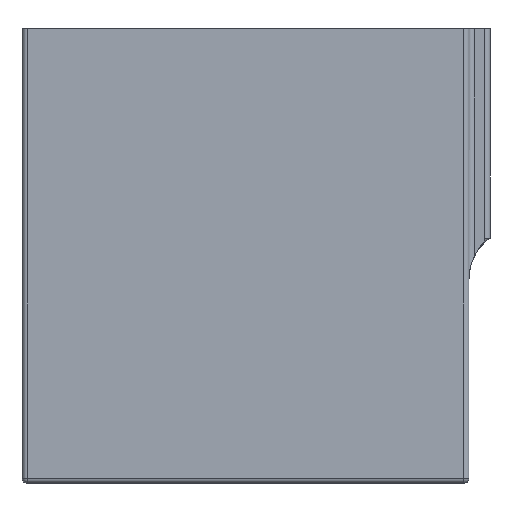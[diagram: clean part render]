
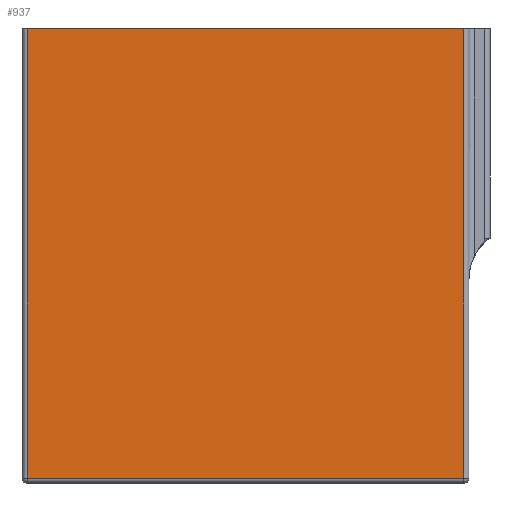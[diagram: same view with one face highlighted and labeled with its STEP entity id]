
A CAD part, front view. The second image highlights one B-rep face of the part: STEP entity #937.
In plain terms, the highlighted planar face has unit normal (0, -1, 0).
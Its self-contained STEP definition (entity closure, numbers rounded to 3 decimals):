
#36=PLANE('',#1028);
#90=FACE_OUTER_BOUND('',#147,.T.);
#147=EDGE_LOOP('',(#791,#792,#793,#794));
#241=LINE('',#1650,#326);
#255=LINE('',#1684,#340);
#257=LINE('',#1700,#342);
#259=LINE('',#1703,#344);
#326=VECTOR('',#1168,10.);
#340=VECTOR('',#1202,10.);
#342=VECTOR('',#1224,10.);
#344=VECTOR('',#1228,10.);
#443=VERTEX_POINT('',#1647);
#444=VERTEX_POINT('',#1649);
#452=VERTEX_POINT('',#1676);
#458=VERTEX_POINT('',#1696);
#546=EDGE_CURVE('',#443,#444,#241,.T.);
#564=EDGE_CURVE('',#452,#443,#255,.T.);
#572=EDGE_CURVE('',#444,#458,#257,.T.);
#574=EDGE_CURVE('',#458,#452,#259,.T.);
#791=ORIENTED_EDGE('',*,*,#564,.F.);
#792=ORIENTED_EDGE('',*,*,#574,.F.);
#793=ORIENTED_EDGE('',*,*,#572,.F.);
#794=ORIENTED_EDGE('',*,*,#546,.F.);
#937=ADVANCED_FACE('',(#90),#36,.T.);
#1028=AXIS2_PLACEMENT_3D('',#1717,#1249,#1250);
#1168=DIRECTION('',(1.,0.,0.));
#1202=DIRECTION('',(0.,0.,1.));
#1224=DIRECTION('',(0.,0.,-1.));
#1228=DIRECTION('',(-1.,0.,0.));
#1249=DIRECTION('center_axis',(0.,-1.,0.));
#1250=DIRECTION('ref_axis',(1.,0.,0.));
#1647=CARTESIAN_POINT('',(-34.2,-15.,70.));
#1649=CARTESIAN_POINT('',(34.2,-15.,70.));
#1650=CARTESIAN_POINT('',(35.,-15.,70.));
#1676=CARTESIAN_POINT('',(-34.2,-15.,-0.4));
#1684=CARTESIAN_POINT('',(-34.2,-15.,0.));
#1696=CARTESIAN_POINT('',(34.2,-15.,-0.4));
#1700=CARTESIAN_POINT('',(34.2,-15.,0.));
#1703=CARTESIAN_POINT('',(-17.5,-15.,-0.4));
#1717=CARTESIAN_POINT('Origin',(-35.,-15.,0.));
